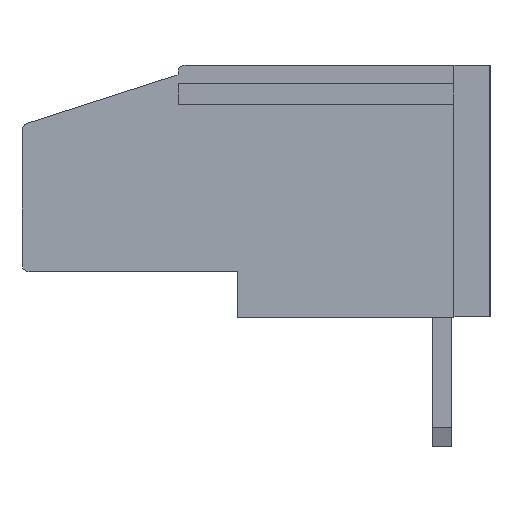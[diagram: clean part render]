
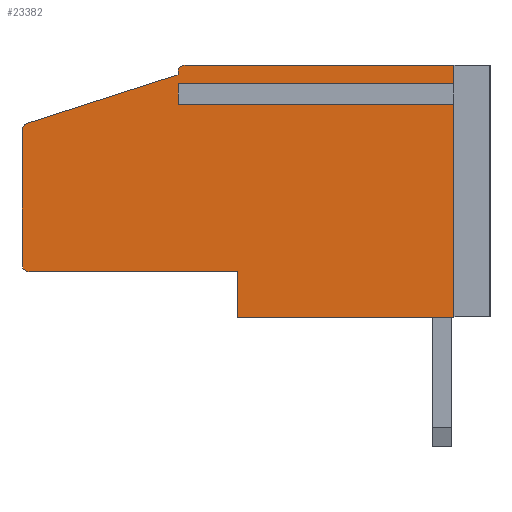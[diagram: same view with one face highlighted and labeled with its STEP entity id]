
A CAD part, left-side view. The second image highlights one B-rep face of the part: STEP entity #23382.
In plain terms, the highlighted planar face has unit normal (-1, 0, 0).
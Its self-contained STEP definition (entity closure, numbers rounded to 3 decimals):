
#102 = CARTESIAN_POINT ( 'NONE',  ( 0., 19.5, 10.5 ) ) ;
#147 = CARTESIAN_POINT ( 'NONE',  ( 0., 13., 9.502 ) ) ;
#653 = LINE ( 'NONE', #19622, #5427 ) ;
#657 = DIRECTION ( 'NONE',  ( -1., 0., 0. ) ) ;
#933 = DIRECTION ( 'NONE',  ( 0., 0., -1. ) ) ;
#1661 = LINE ( 'NONE', #11058, #37971 ) ;
#1995 = CARTESIAN_POINT ( 'NONE',  ( 0., 13., 9.098 ) ) ;
#2304 = VERTEX_POINT ( 'NONE', #15565 ) ;
#2476 = DIRECTION ( 'NONE',  ( 0., -0.952, 0.307 ) ) ;
#2585 = VECTOR ( 'NONE', #6232, 1000. ) ;
#2622 = EDGE_CURVE ( 'NONE', #29656, #6796, #19672, .T. ) ;
#3137 = LINE ( 'NONE', #5843, #2585 ) ;
#3363 = VECTOR ( 'NONE', #17472, 1000. ) ;
#3705 = DIRECTION ( 'NONE',  ( -1., 0., 0. ) ) ;
#4102 = VECTOR ( 'NONE', #2476, 1000. ) ;
#4125 = CARTESIAN_POINT ( 'NONE',  ( 0., 1.5, 0. ) ) ;
#4154 = ORIENTED_EDGE ( 'NONE', *, *, #23769, .F. ) ;
#4535 = DIRECTION ( 'NONE',  ( 0., 0., -1. ) ) ;
#4539 = VERTEX_POINT ( 'NONE', #27759 ) ;
#4541 = CARTESIAN_POINT ( 'NONE',  ( 0., 19.2, 2.2 ) ) ;
#4554 = ORIENTED_EDGE ( 'NONE', *, *, #9111, .F. ) ;
#4690 = LINE ( 'NONE', #38873, #14391 ) ;
#5226 = CARTESIAN_POINT ( 'NONE',  ( 0., 1.5, 9.502 ) ) ;
#5427 = VECTOR ( 'NONE', #32422, 1000. ) ;
#5843 = CARTESIAN_POINT ( 'NONE',  ( 0., 19.5, 10.5 ) ) ;
#6042 = AXIS2_PLACEMENT_3D ( 'NONE', #102, #15370, #27864 ) ;
#6232 = DIRECTION ( 'NONE',  ( 0., -1., 0. ) ) ;
#6782 = CARTESIAN_POINT ( 'NONE',  ( 0., 1.5, 10.5 ) ) ;
#6796 = VERTEX_POINT ( 'NONE', #11056 ) ;
#6797 = VECTOR ( 'NONE', #27009, 1000. ) ;
#6807 = CARTESIAN_POINT ( 'NONE',  ( 0., 19.5, 0. ) ) ;
#6930 = CARTESIAN_POINT ( 'NONE',  ( 0., 1.5, 10.5 ) ) ;
#8028 = CARTESIAN_POINT ( 'NONE',  ( 0., 19.5, 1.9 ) ) ;
#8029 = LINE ( 'NONE', #11653, #4102 ) ;
#9111 = EDGE_CURVE ( 'NONE', #38213, #31789, #16935, .T. ) ;
#9149 = DIRECTION ( 'NONE',  ( 0., -1., 0. ) ) ;
#9408 = VERTEX_POINT ( 'NONE', #23410 ) ;
#9614 = EDGE_CURVE ( 'NONE', #11844, #2304, #3137, .T. ) ;
#10595 = DIRECTION ( 'NONE',  ( 0., 0., -1. ) ) ;
#11056 = CARTESIAN_POINT ( 'NONE',  ( 0., 19.2, 1.9 ) ) ;
#11058 = CARTESIAN_POINT ( 'NONE',  ( 0., 19.5, 10.5 ) ) ;
#11160 = VERTEX_POINT ( 'NONE', #28742 ) ;
#11306 = CARTESIAN_POINT ( 'NONE',  ( 0., 19.5, 2.2 ) ) ;
#11366 = EDGE_CURVE ( 'NONE', #11160, #38213, #15741, .T. ) ;
#11653 = CARTESIAN_POINT ( 'NONE',  ( 0., 19.5, 8. ) ) ;
#11844 = VERTEX_POINT ( 'NONE', #17648 ) ;
#12004 = VECTOR ( 'NONE', #35357, 1000. ) ;
#13043 = ORIENTED_EDGE ( 'NONE', *, *, #28152, .T. ) ;
#13537 = LINE ( 'NONE', #23011, #12004 ) ;
#13595 = ORIENTED_EDGE ( 'NONE', *, *, #23035, .F. ) ;
#14177 = CIRCLE ( 'NONE', #34988, 0.3 ) ;
#14260 = ORIENTED_EDGE ( 'NONE', *, *, #2622, .F. ) ;
#14391 = VECTOR ( 'NONE', #17498, 1000. ) ;
#14864 = CARTESIAN_POINT ( 'NONE',  ( 0., 1.5, 9.098 ) ) ;
#14916 = CARTESIAN_POINT ( 'NONE',  ( 0., 19.5, 7.782 ) ) ;
#15056 = CARTESIAN_POINT ( 'NONE',  ( 0., 13., 9.502 ) ) ;
#15370 = DIRECTION ( 'NONE',  ( 1., 0., 0. ) ) ;
#15565 = CARTESIAN_POINT ( 'NONE',  ( 0., 1.5, 10.5 ) ) ;
#15741 = LINE ( 'NONE', #1995, #3363 ) ;
#16136 = LINE ( 'NONE', #6807, #39048 ) ;
#16386 = CARTESIAN_POINT ( 'NONE',  ( 0., 19.2, 7.782 ) ) ;
#16935 = LINE ( 'NONE', #6782, #27933 ) ;
#17212 = EDGE_CURVE ( 'NONE', #11844, #28290, #14177, .T. ) ;
#17472 = DIRECTION ( 'NONE',  ( 0., -1., 0. ) ) ;
#17498 = DIRECTION ( 'NONE',  ( 0., 0., -1. ) ) ;
#17648 = CARTESIAN_POINT ( 'NONE',  ( 0., 12.7, 10.5 ) ) ;
#17710 = ORIENTED_EDGE ( 'NONE', *, *, #33720, .F. ) ;
#18310 = EDGE_CURVE ( 'NONE', #37533, #33189, #30748, .T. ) ;
#19622 = CARTESIAN_POINT ( 'NONE',  ( 0., 13., 10.1 ) ) ;
#19672 = LINE ( 'NONE', #8028, #6797 ) ;
#20451 = DIRECTION ( 'NONE',  ( 0., 0., 1. ) ) ;
#21612 = ORIENTED_EDGE ( 'NONE', *, *, #9614, .F. ) ;
#23011 = CARTESIAN_POINT ( 'NONE',  ( 0., 10.5, 1.9 ) ) ;
#23035 = EDGE_CURVE ( 'NONE', #37171, #39321, #1661, .T. ) ;
#23052 = ORIENTED_EDGE ( 'NONE', *, *, #30266, .F. ) ;
#23122 = DIRECTION ( 'NONE',  ( 0., 0., -1. ) ) ;
#23228 = ORIENTED_EDGE ( 'NONE', *, *, #11366, .F. ) ;
#23382 = ADVANCED_FACE ( 'NONE', ( #24835 ), #30886, .F. ) ;
#23410 = CARTESIAN_POINT ( 'NONE',  ( 0., 13., 10.1 ) ) ;
#23631 = EDGE_CURVE ( 'NONE', #9408, #28290, #653, .T. ) ;
#23769 = EDGE_CURVE ( 'NONE', #4539, #9408, #8029, .T. ) ;
#24184 = AXIS2_PLACEMENT_3D ( 'NONE', #4541, #657, #23122 ) ;
#24435 = ORIENTED_EDGE ( 'NONE', *, *, #25584, .F. ) ;
#24835 = FACE_OUTER_BOUND ( 'NONE', #26605, .T. ) ;
#25584 = EDGE_CURVE ( 'NONE', #2304, #33189, #35406, .T. ) ;
#25959 = VECTOR ( 'NONE', #9149, 1000. ) ;
#26605 = EDGE_LOOP ( 'NONE', ( #13595, #13043, #14260, #17710, #30216, #4554, #23228, #23052, #35350, #24435, #21612, #29026, #34484, #4154, #40039 ) ) ;
#27009 = DIRECTION ( 'NONE',  ( 0., 1., 0. ) ) ;
#27599 = EDGE_CURVE ( 'NONE', #38056, #31789, #16136, .T. ) ;
#27759 = CARTESIAN_POINT ( 'NONE',  ( 0., 19.292, 8.067 ) ) ;
#27864 = DIRECTION ( 'NONE',  ( 0., 0., -1. ) ) ;
#27933 = VECTOR ( 'NONE', #4535, 1000. ) ;
#28152 = EDGE_CURVE ( 'NONE', #37171, #6796, #33223, .T. ) ;
#28290 = VERTEX_POINT ( 'NONE', #29838 ) ;
#28742 = CARTESIAN_POINT ( 'NONE',  ( 0., 13., 9.098 ) ) ;
#28848 = DIRECTION ( 'NONE',  ( 0., -1., 0. ) ) ;
#28894 = DIRECTION ( 'NONE',  ( -1., 0., 0. ) ) ;
#29026 = ORIENTED_EDGE ( 'NONE', *, *, #17212, .T. ) ;
#29656 = VERTEX_POINT ( 'NONE', #37019 ) ;
#29838 = CARTESIAN_POINT ( 'NONE',  ( 0., 13., 10.2 ) ) ;
#30216 = ORIENTED_EDGE ( 'NONE', *, *, #27599, .T. ) ;
#30266 = EDGE_CURVE ( 'NONE', #37533, #11160, #4690, .T. ) ;
#30748 = LINE ( 'NONE', #147, #25959 ) ;
#30886 = PLANE ( 'NONE',  #6042 ) ;
#31789 = VERTEX_POINT ( 'NONE', #4125 ) ;
#31803 = AXIS2_PLACEMENT_3D ( 'NONE', #16386, #28894, #933 ) ;
#32422 = DIRECTION ( 'NONE',  ( 0., 0., 1. ) ) ;
#33189 = VERTEX_POINT ( 'NONE', #5226 ) ;
#33223 = CIRCLE ( 'NONE', #24184, 0.3 ) ;
#33720 = EDGE_CURVE ( 'NONE', #38056, #29656, #13537, .T. ) ;
#34484 = ORIENTED_EDGE ( 'NONE', *, *, #23631, .F. ) ;
#34988 = AXIS2_PLACEMENT_3D ( 'NONE', #38324, #3705, #38521 ) ;
#35350 = ORIENTED_EDGE ( 'NONE', *, *, #18310, .T. ) ;
#35357 = DIRECTION ( 'NONE',  ( 0., 0., 1. ) ) ;
#35406 = LINE ( 'NONE', #6930, #37610 ) ;
#35429 = EDGE_CURVE ( 'NONE', #4539, #39321, #38315, .T. ) ;
#36075 = CARTESIAN_POINT ( 'NONE',  ( 0., 10.5, 0. ) ) ;
#37019 = CARTESIAN_POINT ( 'NONE',  ( 0., 10.5, 1.9 ) ) ;
#37171 = VERTEX_POINT ( 'NONE', #11306 ) ;
#37533 = VERTEX_POINT ( 'NONE', #15056 ) ;
#37610 = VECTOR ( 'NONE', #10595, 1000. ) ;
#37971 = VECTOR ( 'NONE', #20451, 1000. ) ;
#38056 = VERTEX_POINT ( 'NONE', #36075 ) ;
#38213 = VERTEX_POINT ( 'NONE', #14864 ) ;
#38315 = CIRCLE ( 'NONE', #31803, 0.3 ) ;
#38324 = CARTESIAN_POINT ( 'NONE',  ( 0., 12.7, 10.2 ) ) ;
#38521 = DIRECTION ( 'NONE',  ( 0., 0., -1. ) ) ;
#38873 = CARTESIAN_POINT ( 'NONE',  ( 0., 13., 9.502 ) ) ;
#39048 = VECTOR ( 'NONE', #28848, 1000. ) ;
#39321 = VERTEX_POINT ( 'NONE', #14916 ) ;
#40039 = ORIENTED_EDGE ( 'NONE', *, *, #35429, .T. ) ;
